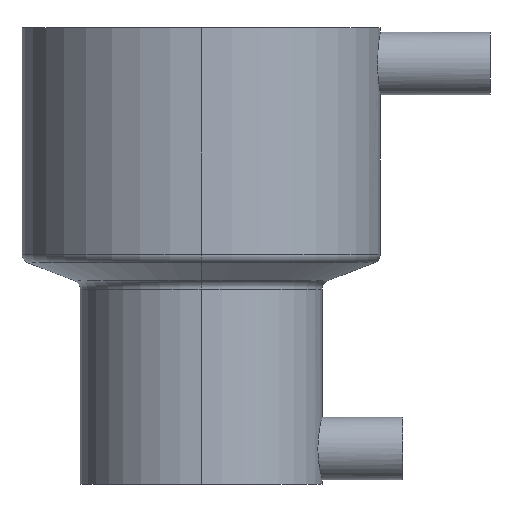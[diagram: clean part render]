
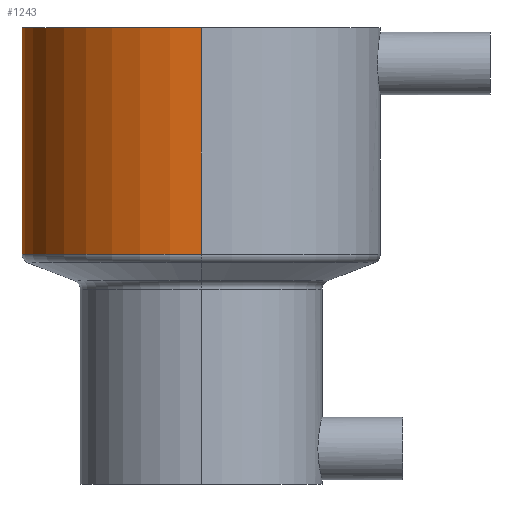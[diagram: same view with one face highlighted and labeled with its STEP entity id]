
A CAD part, left-side view. The second image highlights one B-rep face of the part: STEP entity #1243.
In plain terms, the highlighted cylindrical face has radius 40 mm (diameter 80 mm), a partial arc.
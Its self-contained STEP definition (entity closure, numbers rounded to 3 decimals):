
#9 = EDGE_CURVE ( 'NONE', #1140, #297, #1245, .T. ) ;
#19 = AXIS2_PLACEMENT_3D ( 'NONE', #242, #73, #629 ) ;
#73 = DIRECTION ( 'NONE',  ( 0., 0., -1. ) ) ;
#113 = DIRECTION ( 'NONE',  ( 0., 0., -1. ) ) ;
#158 = DIRECTION ( 'NONE',  ( 0., 0., -1. ) ) ;
#196 = EDGE_CURVE ( 'NONE', #909, #496, #1127, .T. ) ;
#242 = CARTESIAN_POINT ( 'NONE',  ( 0., 0., 54.212 ) ) ;
#248 = LINE ( 'NONE', #1036, #756 ) ;
#257 = ORIENTED_EDGE ( 'NONE', *, *, #9, .F. ) ;
#297 = VERTEX_POINT ( 'NONE', #781 ) ;
#305 = CYLINDRICAL_SURFACE ( 'NONE', #782, 40. ) ;
#353 = ORIENTED_EDGE ( 'NONE', *, *, #875, .F. ) ;
#375 = CARTESIAN_POINT ( 'NONE',  ( -40., 0., 3.585 ) ) ;
#496 = VERTEX_POINT ( 'NONE', #1120 ) ;
#522 = CARTESIAN_POINT ( 'NONE',  ( 0., 0., -16.533 ) ) ;
#534 = DIRECTION ( 'NONE',  ( 0., 0., -1. ) ) ;
#629 = DIRECTION ( 'NONE',  ( -1., 0., 0. ) ) ;
#645 = EDGE_CURVE ( 'NONE', #496, #297, #248, .T. ) ;
#655 = VECTOR ( 'NONE', #534, 1000. ) ;
#756 = VECTOR ( 'NONE', #158, 1000. ) ;
#768 = DIRECTION ( 'NONE',  ( 0., 0., -1. ) ) ;
#781 = CARTESIAN_POINT ( 'NONE',  ( 40., 0., 3.585 ) ) ;
#782 = AXIS2_PLACEMENT_3D ( 'NONE', #522, #113, #915 ) ;
#789 = ORIENTED_EDGE ( 'NONE', *, *, #645, .T. ) ;
#792 = DIRECTION ( 'NONE',  ( -1., 0., 0. ) ) ;
#875 = EDGE_CURVE ( 'NONE', #909, #1140, #911, .T. ) ;
#892 = FACE_OUTER_BOUND ( 'NONE', #1276, .T. ) ;
#902 = AXIS2_PLACEMENT_3D ( 'NONE', #960, #768, #792 ) ;
#909 = VERTEX_POINT ( 'NONE', #927 ) ;
#911 = LINE ( 'NONE', #1238, #655 ) ;
#915 = DIRECTION ( 'NONE',  ( -1., 0., 0. ) ) ;
#916 = ORIENTED_EDGE ( 'NONE', *, *, #196, .T. ) ;
#927 = CARTESIAN_POINT ( 'NONE',  ( -40., 0., 54.212 ) ) ;
#960 = CARTESIAN_POINT ( 'NONE',  ( 0., 0., 3.585 ) ) ;
#1036 = CARTESIAN_POINT ( 'NONE',  ( 40., 0., -16.533 ) ) ;
#1120 = CARTESIAN_POINT ( 'NONE',  ( 40., 0., 54.212 ) ) ;
#1127 = CIRCLE ( 'NONE', #19, 40. ) ;
#1140 = VERTEX_POINT ( 'NONE', #375 ) ;
#1238 = CARTESIAN_POINT ( 'NONE',  ( -40., 0., -16.533 ) ) ;
#1243 = ADVANCED_FACE ( 'NONE', ( #892 ), #305, .T. ) ;
#1245 = CIRCLE ( 'NONE', #902, 40. ) ;
#1276 = EDGE_LOOP ( 'NONE', ( #916, #789, #257, #353 ) ) ;
